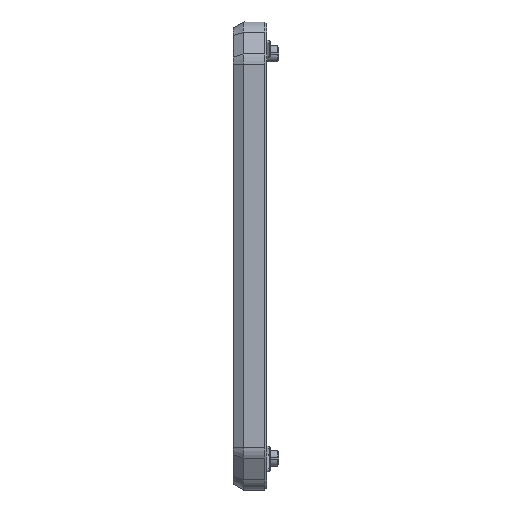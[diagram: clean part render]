
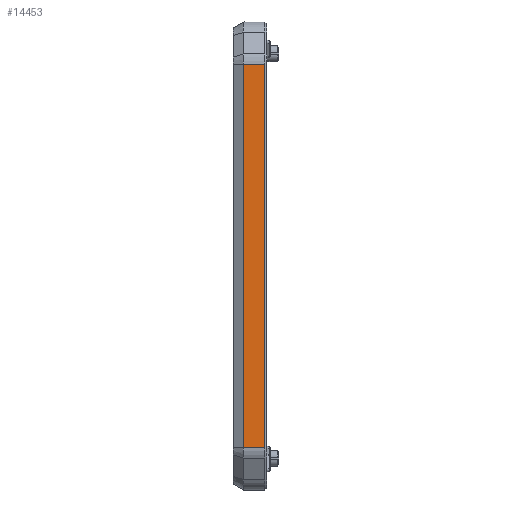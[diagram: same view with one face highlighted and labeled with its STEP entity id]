
A CAD part, left-side view. The second image highlights one B-rep face of the part: STEP entity #14453.
In plain terms, the highlighted planar face has unit normal (-1, 0, 0).
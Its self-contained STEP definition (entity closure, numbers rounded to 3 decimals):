
#220 = ORIENTED_EDGE ( 'NONE', *, *, #15770, .T. ) ;
#300 = VERTEX_POINT ( 'NONE', #4721 ) ;
#2566 = CARTESIAN_POINT ( 'NONE',  ( -82.813, 1.5, 48.327 ) ) ;
#2741 = VERTEX_POINT ( 'NONE', #7986 ) ;
#2785 = LINE ( 'NONE', #10612, #14423 ) ;
#3043 = DIRECTION ( 'NONE',  ( 0., 0., 1. ) ) ;
#4541 = ORIENTED_EDGE ( 'NONE', *, *, #10850, .T. ) ;
#4721 = CARTESIAN_POINT ( 'NONE',  ( -82.813, 6.902, 48.327 ) ) ;
#5775 = VECTOR ( 'NONE', #9538, 1000. ) ;
#5879 = LINE ( 'NONE', #9453, #5775 ) ;
#6601 = CARTESIAN_POINT ( 'NONE',  ( -82.813, 6.902, -48.327 ) ) ;
#6937 = EDGE_LOOP ( 'NONE', ( #16204, #13573, #220, #4541 ) ) ;
#7775 = DIRECTION ( 'NONE',  ( 0., -1., 0. ) ) ;
#7986 = CARTESIAN_POINT ( 'NONE',  ( -82.813, 1.5, -48.327 ) ) ;
#8712 = DIRECTION ( 'NONE',  ( -1., 0., 0. ) ) ;
#8734 = LINE ( 'NONE', #15353, #9986 ) ;
#9043 = EDGE_CURVE ( 'NONE', #2741, #14980, #5879, .T. ) ;
#9453 = CARTESIAN_POINT ( 'NONE',  ( -82.813, 1.5, 48.327 ) ) ;
#9538 = DIRECTION ( 'NONE',  ( 0., 0., 1. ) ) ;
#9986 = VECTOR ( 'NONE', #12748, 1000. ) ;
#10612 = CARTESIAN_POINT ( 'NONE',  ( -82.813, 6.902, 59. ) ) ;
#10850 = EDGE_CURVE ( 'NONE', #300, #15983, #2785, .T. ) ;
#11802 = CARTESIAN_POINT ( 'NONE',  ( -82.813, 1., -48.327 ) ) ;
#12748 = DIRECTION ( 'NONE',  ( 0., 1., 0. ) ) ;
#12760 = EDGE_CURVE ( 'NONE', #15983, #2741, #15839, .T. ) ;
#13573 = ORIENTED_EDGE ( 'NONE', *, *, #9043, .T. ) ;
#13985 = CARTESIAN_POINT ( 'NONE',  ( -82.813, 1., 59. ) ) ;
#14423 = VECTOR ( 'NONE', #15876, 1000. ) ;
#14453 = ADVANCED_FACE ( 'NONE', ( #14684 ), #16127, .T. ) ;
#14684 = FACE_OUTER_BOUND ( 'NONE', #6937, .T. ) ;
#14980 = VERTEX_POINT ( 'NONE', #2566 ) ;
#15353 = CARTESIAN_POINT ( 'NONE',  ( -82.813, 9.5, 48.327 ) ) ;
#15770 = EDGE_CURVE ( 'NONE', #14980, #300, #8734, .T. ) ;
#15826 = VECTOR ( 'NONE', #7775, 1000. ) ;
#15839 = LINE ( 'NONE', #11802, #15826 ) ;
#15876 = DIRECTION ( 'NONE',  ( 0., 0., -1. ) ) ;
#15983 = VERTEX_POINT ( 'NONE', #6601 ) ;
#16127 = PLANE ( 'NONE',  #16708 ) ;
#16204 = ORIENTED_EDGE ( 'NONE', *, *, #12760, .T. ) ;
#16708 = AXIS2_PLACEMENT_3D ( 'NONE', #13985, #8712, #3043 ) ;
